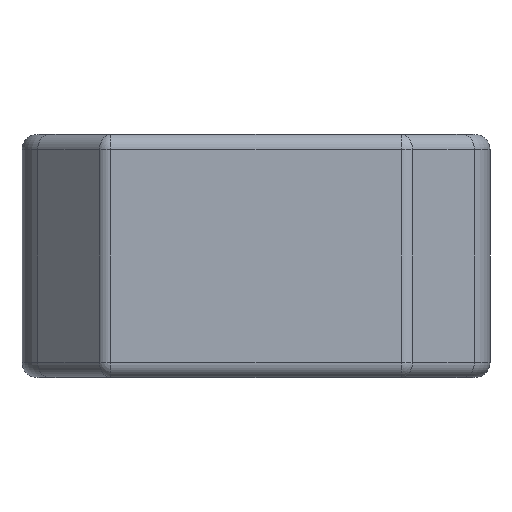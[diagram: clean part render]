
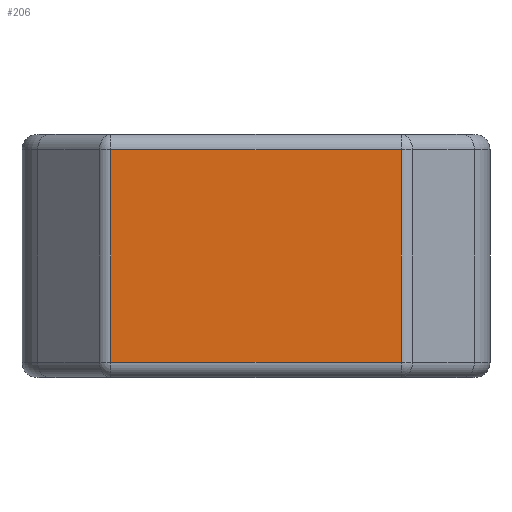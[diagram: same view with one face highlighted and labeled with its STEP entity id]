
A CAD part, front view. The second image highlights one B-rep face of the part: STEP entity #206.
In plain terms, the highlighted planar face has unit normal (0, -1, 0).
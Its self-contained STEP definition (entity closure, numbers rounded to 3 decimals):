
#3 = LINE ( 'NONE', #1055, #405 ) ;
#8 = VERTEX_POINT ( 'NONE', #556 ) ;
#98 = VERTEX_POINT ( 'NONE', #388 ) ;
#118 = VECTOR ( 'NONE', #595, 1000. ) ;
#195 = DIRECTION ( 'NONE',  ( 0., 1., 0. ) ) ;
#204 = DIRECTION ( 'NONE',  ( -1., 0., 0. ) ) ;
#206 = ADVANCED_FACE ( 'NONE', ( #973 ), #426, .F. ) ;
#281 = ORIENTED_EDGE ( 'NONE', *, *, #285, .T. ) ;
#285 = EDGE_CURVE ( 'NONE', #8, #385, #632, .T. ) ;
#340 = AXIS2_PLACEMENT_3D ( 'NONE', #514, #195, #788 ) ;
#363 = EDGE_CURVE ( 'NONE', #385, #926, #637, .T. ) ;
#385 = VERTEX_POINT ( 'NONE', #575 ) ;
#388 = CARTESIAN_POINT ( 'NONE',  ( 4.777, -5., -3.5 ) ) ;
#405 = VECTOR ( 'NONE', #498, 1000. ) ;
#426 = PLANE ( 'NONE',  #340 ) ;
#461 = CARTESIAN_POINT ( 'NONE',  ( -5., -5., 3.5 ) ) ;
#478 = EDGE_CURVE ( 'NONE', #926, #98, #961, .T. ) ;
#489 = CARTESIAN_POINT ( 'NONE',  ( -4.777, -5., 4. ) ) ;
#498 = DIRECTION ( 'NONE',  ( 0., 0., 1. ) ) ;
#514 = CARTESIAN_POINT ( 'NONE',  ( -5., -5., 4. ) ) ;
#522 = CARTESIAN_POINT ( 'NONE',  ( 5., -5., -3.5 ) ) ;
#545 = VECTOR ( 'NONE', #927, 1000. ) ;
#556 = CARTESIAN_POINT ( 'NONE',  ( 4.777, -5., 3.5 ) ) ;
#561 = VECTOR ( 'NONE', #204, 1000. ) ;
#567 = EDGE_LOOP ( 'NONE', ( #1045, #965, #582, #281 ) ) ;
#575 = CARTESIAN_POINT ( 'NONE',  ( -4.777, -5., 3.5 ) ) ;
#582 = ORIENTED_EDGE ( 'NONE', *, *, #835, .T. ) ;
#595 = DIRECTION ( 'NONE',  ( 1., 0., 0. ) ) ;
#632 = LINE ( 'NONE', #461, #561 ) ;
#637 = LINE ( 'NONE', #489, #545 ) ;
#740 = CARTESIAN_POINT ( 'NONE',  ( -4.777, -5., -3.5 ) ) ;
#788 = DIRECTION ( 'NONE',  ( -1., 0., 0. ) ) ;
#835 = EDGE_CURVE ( 'NONE', #98, #8, #3, .T. ) ;
#926 = VERTEX_POINT ( 'NONE', #740 ) ;
#927 = DIRECTION ( 'NONE',  ( 0., 0., -1. ) ) ;
#961 = LINE ( 'NONE', #522, #118 ) ;
#965 = ORIENTED_EDGE ( 'NONE', *, *, #478, .T. ) ;
#973 = FACE_OUTER_BOUND ( 'NONE', #567, .T. ) ;
#1045 = ORIENTED_EDGE ( 'NONE', *, *, #363, .T. ) ;
#1055 = CARTESIAN_POINT ( 'NONE',  ( 4.777, -5., 4. ) ) ;
